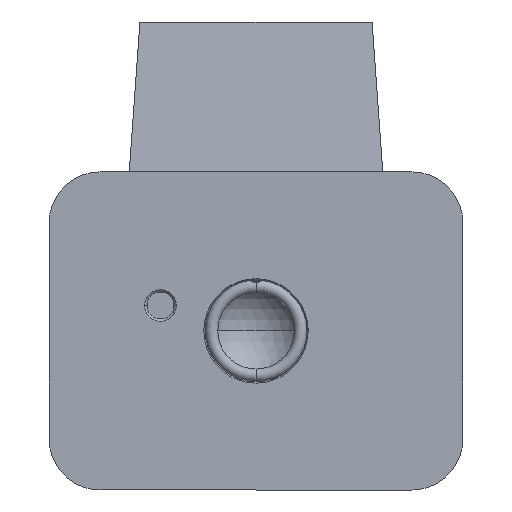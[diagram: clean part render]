
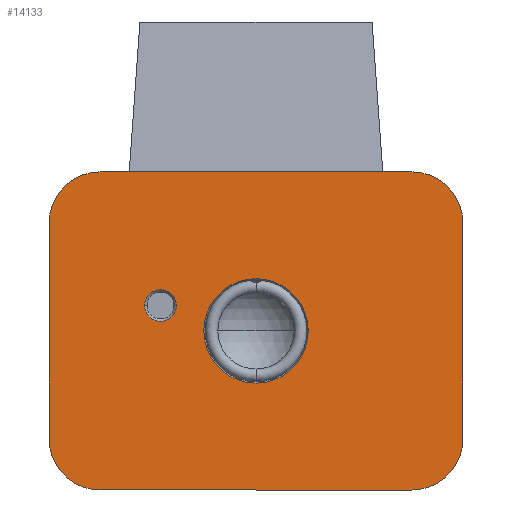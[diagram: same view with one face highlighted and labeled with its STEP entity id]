
A CAD part, front view. The second image highlights one B-rep face of the part: STEP entity #14133.
In plain terms, the highlighted planar face has unit normal (0, -1, 0).
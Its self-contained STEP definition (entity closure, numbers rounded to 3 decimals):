
#208 = ORIENTED_EDGE ( 'NONE', *, *, #12277, .F. ) ;
#438 = ORIENTED_EDGE ( 'NONE', *, *, #5956, .F. ) ;
#460 = ORIENTED_EDGE ( 'NONE', *, *, #733, .F. ) ;
#493 = VERTEX_POINT ( 'NONE', #9493 ) ;
#733 = EDGE_CURVE ( 'NONE', #24509, #3918, #17357, .T. ) ;
#734 = DIRECTION ( 'NONE',  ( 0., 0., 1. ) ) ;
#755 = VERTEX_POINT ( 'NONE', #4992 ) ;
#804 = CIRCLE ( 'NONE', #10338, 8. ) ;
#994 = EDGE_CURVE ( 'NONE', #755, #18108, #15847, .T. ) ;
#1027 = DIRECTION ( 'NONE',  ( 0., 0., 1. ) ) ;
#1206 = EDGE_CURVE ( 'NONE', #21564, #24509, #1955, .T. ) ;
#1282 = CIRCLE ( 'NONE', #11512, 8.2 ) ;
#1544 = AXIS2_PLACEMENT_3D ( 'NONE', #14901, #12828, #12917 ) ;
#1603 = ORIENTED_EDGE ( 'NONE', *, *, #9105, .T. ) ;
#1955 = LINE ( 'NONE', #20120, #23295 ) ;
#2053 = AXIS2_PLACEMENT_3D ( 'NONE', #16970, #24308, #7550 ) ;
#2055 = VECTOR ( 'NONE', #15180, 1000. ) ;
#2101 = VECTOR ( 'NONE', #10456, 1000. ) ;
#2146 = EDGE_LOOP ( 'NONE', ( #22169, #17398 ) ) ;
#2193 = EDGE_CURVE ( 'NONE', #3918, #2506, #19352, .T. ) ;
#2506 = VERTEX_POINT ( 'NONE', #11499 ) ;
#3249 = VERTEX_POINT ( 'NONE', #22009 ) ;
#3334 = DIRECTION ( 'NONE',  ( 0., 0., 1. ) ) ;
#3541 = CARTESIAN_POINT ( 'NONE',  ( -15., 0., 4. ) ) ;
#3624 = DIRECTION ( 'NONE',  ( 0., 1., 0. ) ) ;
#3918 = VERTEX_POINT ( 'NONE', #13468 ) ;
#3942 = FACE_BOUND ( 'NONE', #9885, .T. ) ;
#4108 = EDGE_CURVE ( 'NONE', #19454, #9039, #23428, .T. ) ;
#4158 = DIRECTION ( 'NONE',  ( 1., 0., 0. ) ) ;
#4492 = CARTESIAN_POINT ( 'NONE',  ( -32.5, 0., 17. ) ) ;
#4992 = CARTESIAN_POINT ( 'NONE',  ( -15., 0., 6.5 ) ) ;
#5062 = VERTEX_POINT ( 'NONE', #15792 ) ;
#5366 = DIRECTION ( 'NONE',  ( 0., 0., 1. ) ) ;
#5598 = DIRECTION ( 'NONE',  ( 0., 0., 1. ) ) ;
#5856 = CIRCLE ( 'NONE', #16573, 8. ) ;
#5956 = EDGE_CURVE ( 'NONE', #2506, #19454, #5856, .T. ) ;
#6353 = ORIENTED_EDGE ( 'NONE', *, *, #2193, .F. ) ;
#7395 = DIRECTION ( 'NONE',  ( 0., 1., 0. ) ) ;
#7550 = DIRECTION ( 'NONE',  ( 0., 0., 1. ) ) ;
#8259 = CARTESIAN_POINT ( 'NONE',  ( 24.5, 0., -17. ) ) ;
#8470 = CARTESIAN_POINT ( 'NONE',  ( -24.5, 0., 17. ) ) ;
#8555 = PLANE ( 'NONE',  #19493 ) ;
#8975 = CARTESIAN_POINT ( 'NONE',  ( 32.5, 0., 17. ) ) ;
#9039 = VERTEX_POINT ( 'NONE', #9432 ) ;
#9105 = EDGE_CURVE ( 'NONE', #18108, #755, #18370, .T. ) ;
#9140 = DIRECTION ( 'NONE',  ( 0., 1., 0. ) ) ;
#9289 = VECTOR ( 'NONE', #4158, 1000. ) ;
#9432 = CARTESIAN_POINT ( 'NONE',  ( 32.5, 0., -17. ) ) ;
#9493 = CARTESIAN_POINT ( 'NONE',  ( 0., 0., -8.2 ) ) ;
#9765 = CIRCLE ( 'NONE', #19888, 8.2 ) ;
#9885 = EDGE_LOOP ( 'NONE', ( #1603, #21215 ) ) ;
#10032 = EDGE_CURVE ( 'NONE', #5062, #10586, #13561, .T. ) ;
#10087 = ORIENTED_EDGE ( 'NONE', *, *, #10032, .F. ) ;
#10338 = AXIS2_PLACEMENT_3D ( 'NONE', #8259, #13851, #734 ) ;
#10456 = DIRECTION ( 'NONE',  ( 0., 0., -1. ) ) ;
#10586 = VERTEX_POINT ( 'NONE', #12993 ) ;
#11113 = ORIENTED_EDGE ( 'NONE', *, *, #1206, .F. ) ;
#11123 = ORIENTED_EDGE ( 'NONE', *, *, #4108, .F. ) ;
#11367 = DIRECTION ( 'NONE',  ( 0., 1., 0. ) ) ;
#11415 = EDGE_CURVE ( 'NONE', #9039, #5062, #804, .T. ) ;
#11499 = CARTESIAN_POINT ( 'NONE',  ( 24.5, 0., 25. ) ) ;
#11512 = AXIS2_PLACEMENT_3D ( 'NONE', #16068, #16159, #15912 ) ;
#12157 = AXIS2_PLACEMENT_3D ( 'NONE', #8470, #23645, #1027 ) ;
#12277 = EDGE_CURVE ( 'NONE', #10586, #21564, #23520, .T. ) ;
#12828 = DIRECTION ( 'NONE',  ( 0., 1., 0. ) ) ;
#12917 = DIRECTION ( 'NONE',  ( 0., 0., 1. ) ) ;
#12993 = CARTESIAN_POINT ( 'NONE',  ( -24.5, 0., -25. ) ) ;
#13046 = ORIENTED_EDGE ( 'NONE', *, *, #11415, .F. ) ;
#13468 = CARTESIAN_POINT ( 'NONE',  ( -24.5, 0., 25. ) ) ;
#13561 = LINE ( 'NONE', #17018, #2055 ) ;
#13678 = FACE_OUTER_BOUND ( 'NONE', #16171, .T. ) ;
#13851 = DIRECTION ( 'NONE',  ( 0., 1., 0. ) ) ;
#14133 = ADVANCED_FACE ( 'NONE', ( #13678, #21430, #3942 ), #8555, .F. ) ;
#14893 = CARTESIAN_POINT ( 'NONE',  ( -24.5, 0., 17. ) ) ;
#14901 = CARTESIAN_POINT ( 'NONE',  ( -24.5, 0., -17. ) ) ;
#15180 = DIRECTION ( 'NONE',  ( -1., 0., 0. ) ) ;
#15792 = CARTESIAN_POINT ( 'NONE',  ( 24.5, 0., -25. ) ) ;
#15847 = CIRCLE ( 'NONE', #2053, 2.5 ) ;
#15912 = DIRECTION ( 'NONE',  ( 0., 0., 1. ) ) ;
#16068 = CARTESIAN_POINT ( 'NONE',  ( 0., 0., 0. ) ) ;
#16159 = DIRECTION ( 'NONE',  ( 0., 1., 0. ) ) ;
#16171 = EDGE_LOOP ( 'NONE', ( #460, #11113, #208, #10087, #13046, #11123, #438, #6353 ) ) ;
#16573 = AXIS2_PLACEMENT_3D ( 'NONE', #22193, #11367, #5598 ) ;
#16970 = CARTESIAN_POINT ( 'NONE',  ( -15., 0., 4. ) ) ;
#17018 = CARTESIAN_POINT ( 'NONE',  ( 24.5, 0., -25. ) ) ;
#17210 = CARTESIAN_POINT ( 'NONE',  ( -32.5, 0., -17. ) ) ;
#17357 = CIRCLE ( 'NONE', #12157, 8. ) ;
#17398 = ORIENTED_EDGE ( 'NONE', *, *, #20574, .T. ) ;
#18108 = VERTEX_POINT ( 'NONE', #23142 ) ;
#18370 = CIRCLE ( 'NONE', #21247, 2.5 ) ;
#19352 = LINE ( 'NONE', #21153, #9289 ) ;
#19454 = VERTEX_POINT ( 'NONE', #8975 ) ;
#19493 = AXIS2_PLACEMENT_3D ( 'NONE', #14893, #9140, #20220 ) ;
#19888 = AXIS2_PLACEMENT_3D ( 'NONE', #24238, #7395, #3334 ) ;
#20120 = CARTESIAN_POINT ( 'NONE',  ( -32.5, 0., 17. ) ) ;
#20220 = DIRECTION ( 'NONE',  ( 0., 0., 1. ) ) ;
#20574 = EDGE_CURVE ( 'NONE', #3249, #493, #9765, .T. ) ;
#20691 = DIRECTION ( 'NONE',  ( 0., 0., 1. ) ) ;
#21153 = CARTESIAN_POINT ( 'NONE',  ( 24.5, 0., 25. ) ) ;
#21215 = ORIENTED_EDGE ( 'NONE', *, *, #994, .T. ) ;
#21247 = AXIS2_PLACEMENT_3D ( 'NONE', #3541, #3624, #20691 ) ;
#21430 = FACE_BOUND ( 'NONE', #2146, .T. ) ;
#21564 = VERTEX_POINT ( 'NONE', #17210 ) ;
#22009 = CARTESIAN_POINT ( 'NONE',  ( 0., 0., 8.2 ) ) ;
#22169 = ORIENTED_EDGE ( 'NONE', *, *, #24192, .T. ) ;
#22193 = CARTESIAN_POINT ( 'NONE',  ( 24.5, 0., 17. ) ) ;
#23142 = CARTESIAN_POINT ( 'NONE',  ( -15., 0., 1.5 ) ) ;
#23295 = VECTOR ( 'NONE', #5366, 1000. ) ;
#23428 = LINE ( 'NONE', #23762, #2101 ) ;
#23520 = CIRCLE ( 'NONE', #1544, 8. ) ;
#23645 = DIRECTION ( 'NONE',  ( 0., 1., 0. ) ) ;
#23762 = CARTESIAN_POINT ( 'NONE',  ( 32.5, 0., 17. ) ) ;
#24192 = EDGE_CURVE ( 'NONE', #493, #3249, #1282, .T. ) ;
#24238 = CARTESIAN_POINT ( 'NONE',  ( 0., 0., 0. ) ) ;
#24308 = DIRECTION ( 'NONE',  ( 0., 1., 0. ) ) ;
#24509 = VERTEX_POINT ( 'NONE', #4492 ) ;
